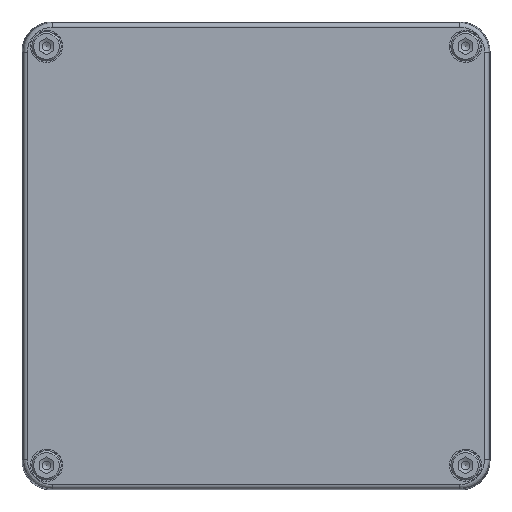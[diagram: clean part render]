
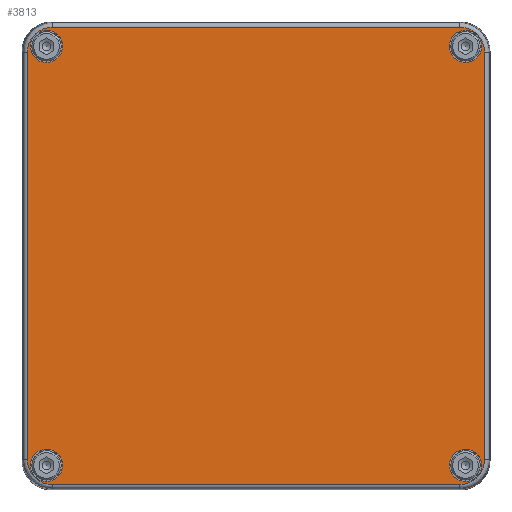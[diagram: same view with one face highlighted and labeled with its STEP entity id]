
A CAD part, top view. The second image highlights one B-rep face of the part: STEP entity #3813.
In plain terms, the highlighted planar face has unit normal (0, 0, 1).
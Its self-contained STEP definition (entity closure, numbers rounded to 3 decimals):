
#2287=CARTESIAN_POINT('',(77.,-71.5,91.8));
#2288=VERTEX_POINT('',#2287);
#2289=CARTESIAN_POINT('',(71.5,-71.5,91.8));
#2290=DIRECTION('',(0.0,0.0,-1.0));
#2291=DIRECTION('',(-1.0,0.0,0.0));
#2292=AXIS2_PLACEMENT_3D('',#2289,#2290,#2291);
#2293=CIRCLE('',#2292,5.5);
#2294=EDGE_CURVE('',#2288,#2288,#2293,.T.);
#2498=CARTESIAN_POINT('',(-66.0,71.5,91.8));
#2499=VERTEX_POINT('',#2498);
#2500=CARTESIAN_POINT('',(-71.5,71.5,91.8));
#2501=DIRECTION('',(0.0,0.0,-1.0));
#2502=DIRECTION('',(-1.0,0.0,0.0));
#2503=AXIS2_PLACEMENT_3D('',#2500,#2501,#2502);
#2504=CIRCLE('',#2503,5.5);
#2505=EDGE_CURVE('',#2499,#2499,#2504,.T.);
#2709=CARTESIAN_POINT('',(-66.,-71.5,91.8));
#2710=VERTEX_POINT('',#2709);
#2711=CARTESIAN_POINT('',(-71.5,-71.5,91.8));
#2712=DIRECTION('',(0.0,0.0,-1.0));
#2713=DIRECTION('',(-1.0,0.0,0.0));
#2714=AXIS2_PLACEMENT_3D('',#2711,#2712,#2713);
#2715=CIRCLE('',#2714,5.5);
#2716=EDGE_CURVE('',#2710,#2710,#2715,.T.);
#2920=CARTESIAN_POINT('',(77.,71.5,91.8));
#2921=VERTEX_POINT('',#2920);
#2922=CARTESIAN_POINT('',(71.5,71.5,91.8));
#2923=DIRECTION('',(0.0,0.0,-1.0));
#2924=DIRECTION('',(-1.0,0.0,0.0));
#2925=AXIS2_PLACEMENT_3D('',#2922,#2923,#2924);
#2926=CIRCLE('',#2925,5.5);
#2927=EDGE_CURVE('',#2921,#2921,#2926,.T.);
#3355=CARTESIAN_POINT('',(69.521,78.017,91.8));
#3356=VERTEX_POINT('',#3355);
#3364=CARTESIAN_POINT('',(78.02,69.518,91.8));
#3365=VERTEX_POINT('',#3364);
#3366=CARTESIAN_POINT('',(69.519,69.517,91.8));
#3367=DIRECTION('',(0.,0.,-1.0));
#3368=DIRECTION('',(0.759,0.651,0.));
#3369=AXIS2_PLACEMENT_3D('',#3366,#3367,#3368);
#3370=ELLIPSE('',#3369,8.501,8.5);
#3371=EDGE_CURVE('',#3356,#3365,#3370,.T.);
#3397=CARTESIAN_POINT('',(78.02,-69.518,91.8));
#3398=VERTEX_POINT('',#3397);
#3415=CARTESIAN_POINT('',(78.02,69.518,91.8));
#3416=DIRECTION('',(0.0,-1.0,0.0));
#3417=VECTOR('',#3416,139.036);
#3418=LINE('',#3415,#3417);
#3419=EDGE_CURVE('',#3365,#3398,#3418,.T.);
#3455=CARTESIAN_POINT('',(69.521,-78.017,91.8));
#3456=VERTEX_POINT('',#3455);
#3474=CARTESIAN_POINT('',(69.519,-69.517,91.8));
#3475=DIRECTION('',(0.,0.,-1.0));
#3476=DIRECTION('',(0.759,-0.651,0.));
#3477=AXIS2_PLACEMENT_3D('',#3474,#3475,#3476);
#3478=ELLIPSE('',#3477,8.501,8.5);
#3479=EDGE_CURVE('',#3398,#3456,#3478,.T.);
#3489=CARTESIAN_POINT('',(-69.521,-78.017,91.8));
#3490=VERTEX_POINT('',#3489);
#3507=CARTESIAN_POINT('',(69.521,-78.017,91.8));
#3508=DIRECTION('',(-1.0,0.0,0.0));
#3509=VECTOR('',#3508,139.042);
#3510=LINE('',#3507,#3509);
#3511=EDGE_CURVE('',#3456,#3490,#3510,.T.);
#3547=CARTESIAN_POINT('',(-78.02,-69.518,91.8));
#3548=VERTEX_POINT('',#3547);
#3566=CARTESIAN_POINT('',(-69.519,-69.517,91.8));
#3567=DIRECTION('',(0.,0.,-1.0));
#3568=DIRECTION('',(-0.759,-0.651,0.));
#3569=AXIS2_PLACEMENT_3D('',#3566,#3567,#3568);
#3570=ELLIPSE('',#3569,8.501,8.5);
#3571=EDGE_CURVE('',#3490,#3548,#3570,.T.);
#3581=CARTESIAN_POINT('',(-78.02,69.518,91.8));
#3582=VERTEX_POINT('',#3581);
#3599=CARTESIAN_POINT('',(-78.02,-69.518,91.8));
#3600=DIRECTION('',(0.0,1.0,0.0));
#3601=VECTOR('',#3600,139.036);
#3602=LINE('',#3599,#3601);
#3603=EDGE_CURVE('',#3548,#3582,#3602,.T.);
#3639=CARTESIAN_POINT('',(-69.521,78.017,91.8));
#3640=VERTEX_POINT('',#3639);
#3658=CARTESIAN_POINT('',(-69.519,69.517,91.8));
#3659=DIRECTION('',(0.,0.,-1.0));
#3660=DIRECTION('',(-0.759,0.651,0.));
#3661=AXIS2_PLACEMENT_3D('',#3658,#3659,#3660);
#3662=ELLIPSE('',#3661,8.501,8.5);
#3663=EDGE_CURVE('',#3582,#3640,#3662,.T.);
#3681=CARTESIAN_POINT('',(-69.521,78.017,91.8));
#3682=DIRECTION('',(1.0,0.0,0.0));
#3683=VECTOR('',#3682,139.042);
#3684=LINE('',#3681,#3683);
#3685=EDGE_CURVE('',#3640,#3356,#3684,.T.);
#3786=CARTESIAN_POINT('',(0.,0.,91.8));
#3787=DIRECTION('',(0.0,0.0,1.0));
#3788=DIRECTION('',(1.0,0.0,0.0));
#3789=AXIS2_PLACEMENT_3D('',#3786,#3787,#3788);
#3790=PLANE('',#3789);
#3791=ORIENTED_EDGE('',*,*,#3371,.F.);
#3792=ORIENTED_EDGE('',*,*,#3685,.F.);
#3793=ORIENTED_EDGE('',*,*,#3663,.F.);
#3794=ORIENTED_EDGE('',*,*,#3603,.F.);
#3795=ORIENTED_EDGE('',*,*,#3571,.F.);
#3796=ORIENTED_EDGE('',*,*,#3511,.F.);
#3797=ORIENTED_EDGE('',*,*,#3479,.F.);
#3798=ORIENTED_EDGE('',*,*,#3419,.F.);
#3799=EDGE_LOOP('',(#3791,#3792,#3793,#3794,#3795,#3796,#3797,#3798));
#3800=FACE_OUTER_BOUND('',#3799,.T.);
#3801=ORIENTED_EDGE('',*,*,#2294,.T.);
#3802=EDGE_LOOP('',(#3801));
#3803=FACE_BOUND('',#3802,.T.);
#3804=ORIENTED_EDGE('',*,*,#2505,.T.);
#3805=EDGE_LOOP('',(#3804));
#3806=FACE_BOUND('',#3805,.T.);
#3807=ORIENTED_EDGE('',*,*,#2927,.T.);
#3808=EDGE_LOOP('',(#3807));
#3809=FACE_BOUND('',#3808,.T.);
#3810=ORIENTED_EDGE('',*,*,#2716,.T.);
#3811=EDGE_LOOP('',(#3810));
#3812=FACE_BOUND('',#3811,.T.);
#3813=ADVANCED_FACE('',(#3800,#3803,#3806,#3809,#3812),#3790,.T.);
